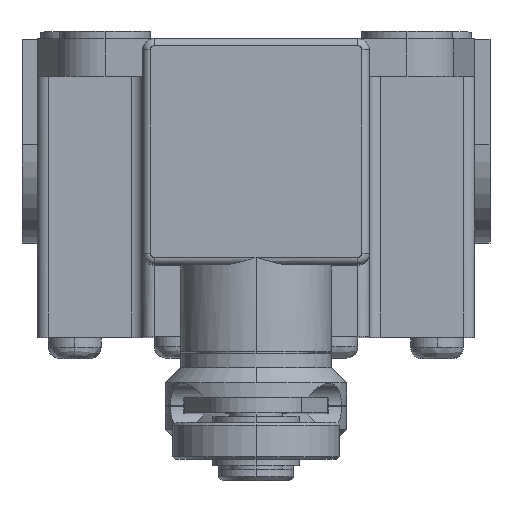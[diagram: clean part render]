
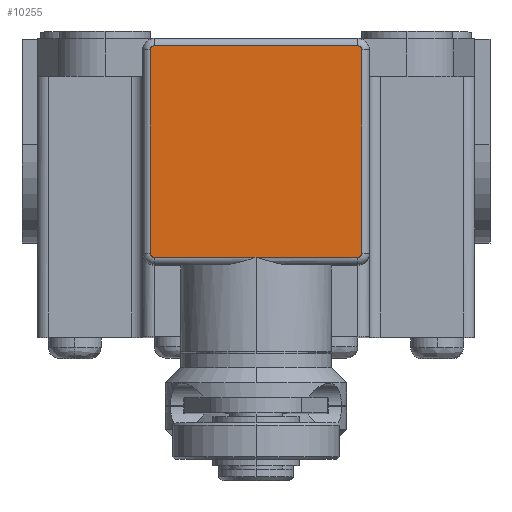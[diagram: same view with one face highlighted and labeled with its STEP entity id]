
A CAD part, top view. The second image highlights one B-rep face of the part: STEP entity #10255.
In plain terms, the highlighted planar face has unit normal (0, 0, 1).
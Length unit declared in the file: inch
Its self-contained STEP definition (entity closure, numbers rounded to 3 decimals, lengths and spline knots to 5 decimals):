
#100 = CARTESIAN_POINT ( 'NONE',  ( 0.55118, -1.16142, 1.25984 ) ) ;
#263 = DIRECTION ( 'NONE',  ( 1., 0., 0. ) ) ;
#271 = CARTESIAN_POINT ( 'NONE',  ( 0., -1.1811, 1.25984 ) ) ;
#350 = LINE ( 'NONE', #8411, #9105 ) ;
#388 = VERTEX_POINT ( 'NONE', #100 ) ;
#503 = CARTESIAN_POINT ( 'NONE',  ( 0.5315, -0.07874, 1.25984 ) ) ;
#664 = VERTEX_POINT ( 'NONE', #2999 ) ;
#689 = CARTESIAN_POINT ( 'NONE',  ( -0.5315, -1.1811, 1.25984 ) ) ;
#810 = DIRECTION ( 'NONE',  ( 0., 0., 1. ) ) ;
#867 = DIRECTION ( 'NONE',  ( 0., -1., 0. ) ) ;
#907 = PLANE ( 'NONE',  #3969 ) ;
#1050 = VERTEX_POINT ( 'NONE', #9951 ) ;
#1388 = VERTEX_POINT ( 'NONE', #503 ) ;
#1620 = CARTESIAN_POINT ( 'NONE',  ( 0.55118, -0.09843, 1.25984 ) ) ;
#1646 = ORIENTED_EDGE ( 'NONE', *, *, #9411, .T. ) ;
#1709 = EDGE_CURVE ( 'NONE', #2056, #3898, #14116, .T. ) ;
#1772 = VECTOR ( 'NONE', #10627, 39.37008 ) ;
#1832 = VERTEX_POINT ( 'NONE', #1620 ) ;
#1917 = EDGE_CURVE ( 'NONE', #388, #1832, #350, .T. ) ;
#1966 = ORIENTED_EDGE ( 'NONE', *, *, #3719, .T. ) ;
#2007 = CARTESIAN_POINT ( 'NONE',  ( -0.55118, -1.16142, 1.25984 ) ) ;
#2056 = VERTEX_POINT ( 'NONE', #689 ) ;
#2065 = LINE ( 'NONE', #4342, #4748 ) ;
#2191 = VECTOR ( 'NONE', #12324, 39.37008 ) ;
#2549 = CIRCLE ( 'NONE', #12905, 0.01969 ) ;
#2999 = CARTESIAN_POINT ( 'NONE',  ( -0.55118, -0.09843, 1.25984 ) ) ;
#3719 = EDGE_CURVE ( 'NONE', #7338, #388, #13568, .T. ) ;
#3898 = VERTEX_POINT ( 'NONE', #9099 ) ;
#3969 = AXIS2_PLACEMENT_3D ( 'NONE', #5278, #6591, #5436 ) ;
#4037 = ORIENTED_EDGE ( 'NONE', *, *, #1917, .T. ) ;
#4178 = CIRCLE ( 'NONE', #9722, 0.01969 ) ;
#4231 = DIRECTION ( 'NONE',  ( -1., 0., 0. ) ) ;
#4242 = ORIENTED_EDGE ( 'NONE', *, *, #6132, .T. ) ;
#4342 = CARTESIAN_POINT ( 'NONE',  ( 0., -0.07874, 1.25984 ) ) ;
#4731 = AXIS2_PLACEMENT_3D ( 'NONE', #6546, #6759, #867 ) ;
#4748 = VECTOR ( 'NONE', #4231, 39.37008 ) ;
#4802 = EDGE_CURVE ( 'NONE', #664, #10670, #8250, .T. ) ;
#5164 = EDGE_CURVE ( 'NONE', #1050, #664, #2549, .T. ) ;
#5278 = CARTESIAN_POINT ( 'NONE',  ( 0., -0.62992, 1.25984 ) ) ;
#5436 = DIRECTION ( 'NONE',  ( 1., 0., 0. ) ) ;
#6132 = EDGE_CURVE ( 'NONE', #3898, #7338, #7865, .T. ) ;
#6368 = ORIENTED_EDGE ( 'NONE', *, *, #12509, .T. ) ;
#6546 = CARTESIAN_POINT ( 'NONE',  ( 0.5315, -1.16142, 1.25984 ) ) ;
#6591 = DIRECTION ( 'NONE',  ( 0., 0., 1. ) ) ;
#6759 = DIRECTION ( 'NONE',  ( 0., 0., 1. ) ) ;
#7182 = DIRECTION ( 'NONE',  ( 1., 0., 0. ) ) ;
#7210 = DIRECTION ( 'NONE',  ( 0., 0., 1. ) ) ;
#7303 = ORIENTED_EDGE ( 'NONE', *, *, #1709, .T. ) ;
#7338 = VERTEX_POINT ( 'NONE', #10711 ) ;
#7433 = CARTESIAN_POINT ( 'NONE',  ( -0.5315, -0.09843, 1.25984 ) ) ;
#7539 = DIRECTION ( 'NONE',  ( 1., 0., 0. ) ) ;
#7814 = CARTESIAN_POINT ( 'NONE',  ( -0.55118, -0.62992, 1.25984 ) ) ;
#7865 = LINE ( 'NONE', #271, #1772 ) ;
#8054 = ORIENTED_EDGE ( 'NONE', *, *, #4802, .T. ) ;
#8215 = FACE_OUTER_BOUND ( 'NONE', #10816, .T. ) ;
#8250 = LINE ( 'NONE', #7814, #2191 ) ;
#8411 = CARTESIAN_POINT ( 'NONE',  ( 0.55118, -0.62992, 1.25984 ) ) ;
#8727 = ORIENTED_EDGE ( 'NONE', *, *, #5164, .T. ) ;
#9099 = CARTESIAN_POINT ( 'NONE',  ( 0., -1.1811, 1.25984 ) ) ;
#9105 = VECTOR ( 'NONE', #12941, 39.37008 ) ;
#9411 = EDGE_CURVE ( 'NONE', #1832, #1388, #4178, .T. ) ;
#9722 = AXIS2_PLACEMENT_3D ( 'NONE', #13969, #7210, #10408 ) ;
#9951 = CARTESIAN_POINT ( 'NONE',  ( -0.5315, -0.07874, 1.25984 ) ) ;
#9991 = ORIENTED_EDGE ( 'NONE', *, *, #11221, .T. ) ;
#10255 = ADVANCED_FACE ( 'NONE', ( #8215 ), #907, .T. ) ;
#10375 = CARTESIAN_POINT ( 'NONE',  ( 0., -1.1811, 1.25984 ) ) ;
#10408 = DIRECTION ( 'NONE',  ( 1., 0., 0. ) ) ;
#10627 = DIRECTION ( 'NONE',  ( 1., 0., 0. ) ) ;
#10670 = VERTEX_POINT ( 'NONE', #2007 ) ;
#10711 = CARTESIAN_POINT ( 'NONE',  ( 0.5315, -1.1811, 1.25984 ) ) ;
#10816 = EDGE_LOOP ( 'NONE', ( #7303, #4242, #1966, #4037, #1646, #9991, #8727, #8054, #6368 ) ) ;
#11027 = AXIS2_PLACEMENT_3D ( 'NONE', #13808, #11494, #263 ) ;
#11221 = EDGE_CURVE ( 'NONE', #1388, #1050, #2065, .T. ) ;
#11494 = DIRECTION ( 'NONE',  ( 0., 0., 1. ) ) ;
#12213 = CIRCLE ( 'NONE', #11027, 0.01969 ) ;
#12324 = DIRECTION ( 'NONE',  ( 0., -1., 0. ) ) ;
#12509 = EDGE_CURVE ( 'NONE', #10670, #2056, #12213, .T. ) ;
#12905 = AXIS2_PLACEMENT_3D ( 'NONE', #7433, #810, #7539 ) ;
#12941 = DIRECTION ( 'NONE',  ( 0., 1., 0. ) ) ;
#13568 = CIRCLE ( 'NONE', #4731, 0.01969 ) ;
#13808 = CARTESIAN_POINT ( 'NONE',  ( -0.5315, -1.16142, 1.25984 ) ) ;
#13969 = CARTESIAN_POINT ( 'NONE',  ( 0.5315, -0.09843, 1.25984 ) ) ;
#14116 = LINE ( 'NONE', #10375, #14679 ) ;
#14679 = VECTOR ( 'NONE', #7182, 39.37008 ) ;
